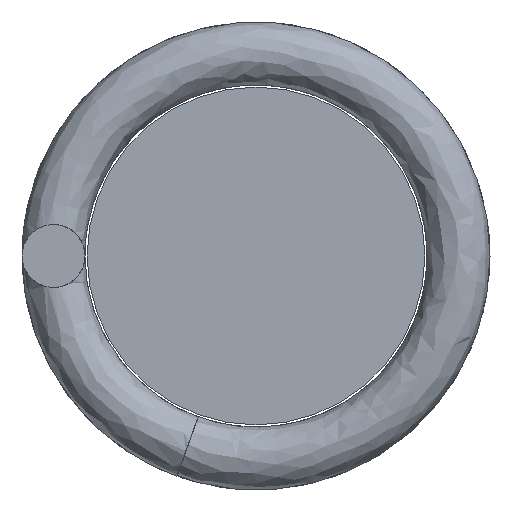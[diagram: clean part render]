
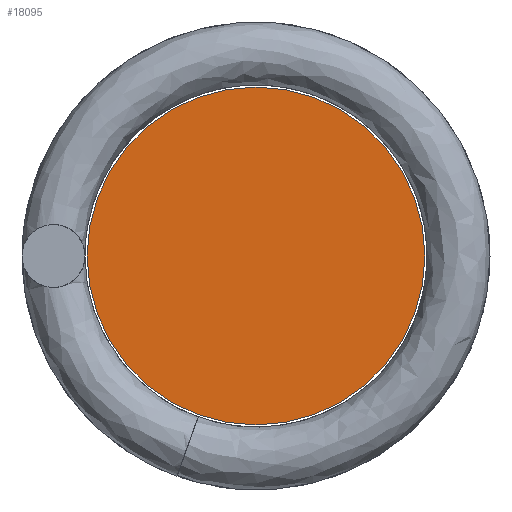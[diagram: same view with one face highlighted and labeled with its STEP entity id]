
A CAD part, front view. The second image highlights one B-rep face of the part: STEP entity #18095.
In plain terms, the highlighted planar face has unit normal (0, -1, 0).
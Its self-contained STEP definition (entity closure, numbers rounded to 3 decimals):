
#18048=CARTESIAN_POINT('',(0.,-28.375,0.));
#18049=DIRECTION('',(0.,1.,0.));
#18050=DIRECTION('',(1.,0.,0.));
#18051=AXIS2_PLACEMENT_3D('',#18048,#18049,#18050);
#18053=CARTESIAN_POINT('',(0.,-28.375,0.));
#18054=DIRECTION('',(0.,1.,0.));
#18055=DIRECTION('',(-1.,0.,0.));
#18056=AXIS2_PLACEMENT_3D('',#18053,#18054,#18055);
#18076=CARTESIAN_POINT('',(5.5,-28.375,0.));
#18077=CARTESIAN_POINT('',(-5.5,-28.375,0.));
#18078=VERTEX_POINT('',#18076);
#18079=VERTEX_POINT('',#18077);
#18084=CARTESIAN_POINT('',(0.,-28.375,0.));
#18085=DIRECTION('',(0.,1.,0.));
#18086=DIRECTION('',(1.,0.,0.));
#18087=AXIS2_PLACEMENT_3D('',#18084,#18085,#18086);
#18088=PLANE('',#18087);
#18090=ORIENTED_EDGE('',*,*,#18089,.T.);
#18092=ORIENTED_EDGE('',*,*,#18091,.T.);
#18093=EDGE_LOOP('',(#18090,#18092));
#18094=FACE_OUTER_BOUND('',#18093,.F.);
#18052=CIRCLE('',#18051,5.5);
#18057=CIRCLE('',#18056,5.5);
#18089=EDGE_CURVE('',#18078,#18079,#18052,.T.);
#18091=EDGE_CURVE('',#18079,#18078,#18057,.T.);
#18095=ADVANCED_FACE('',(#18094),#18088,.F.);
